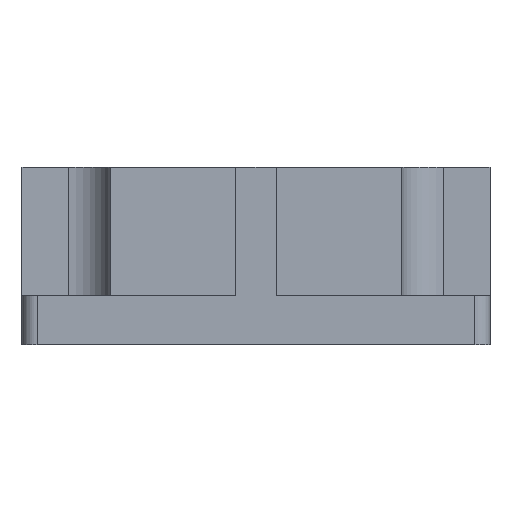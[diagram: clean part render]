
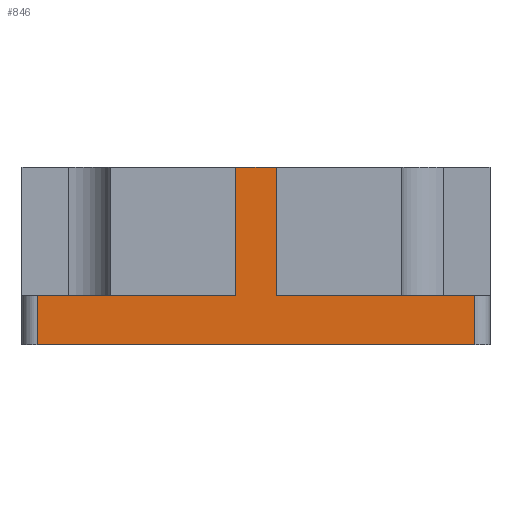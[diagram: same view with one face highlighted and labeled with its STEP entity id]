
A CAD part, front view. The second image highlights one B-rep face of the part: STEP entity #846.
In plain terms, the highlighted planar face has unit normal (0, -1, 0).
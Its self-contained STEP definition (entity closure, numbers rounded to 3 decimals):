
#657=CARTESIAN_POINT('Vertex',(-19.3,-61.,6.5)) ;
#748=CARTESIAN_POINT('Vertex',(-2.7,-61.,6.5)) ;
#751=CARTESIAN_POINT('Line Origine',(-2.7,-61.,15.)) ;
#755=CARTESIAN_POINT('Vertex',(-2.7,-61.,23.5)) ;
#770=CARTESIAN_POINT('Axis2P3D Location',(31.,-61.,0.)) ;
#775=CARTESIAN_POINT('Line Origine',(-11.,-61.,6.5)) ;
#780=CARTESIAN_POINT('Line Origine',(-24.15,-61.,6.5)) ;
#784=CARTESIAN_POINT('Vertex',(-29.,-61.,6.5)) ;
#787=CARTESIAN_POINT('Line Origine',(-29.,-61.,3.25)) ;
#791=CARTESIAN_POINT('Vertex',(-29.,-61.,0.)) ;
#794=CARTESIAN_POINT('Line Origine',(0.,-61.,0.)) ;
#798=CARTESIAN_POINT('Vertex',(29.,-61.,0.)) ;
#801=CARTESIAN_POINT('Line Origine',(29.,-61.,3.25)) ;
#805=CARTESIAN_POINT('Vertex',(29.,-61.,6.5)) ;
#808=CARTESIAN_POINT('Line Origine',(24.15,-61.,6.5)) ;
#812=CARTESIAN_POINT('Vertex',(19.3,-61.,6.5)) ;
#815=CARTESIAN_POINT('Line Origine',(11.,-61.,6.5)) ;
#819=CARTESIAN_POINT('Vertex',(2.7,-61.,6.5)) ;
#822=CARTESIAN_POINT('Line Origine',(2.7,-61.,15.)) ;
#826=CARTESIAN_POINT('Vertex',(2.7,-61.,23.5)) ;
#829=CARTESIAN_POINT('Line Origine',(0.,-61.,23.5)) ;
#752=DIRECTION('Vector Direction',(0.,0.,1.)) ;
#771=DIRECTION('Axis2P3D Direction',(0.,1.,-0.)) ;
#772=DIRECTION('Axis2P3D XDirection',(-1.,0.,0.)) ;
#776=DIRECTION('Vector Direction',(-1.,0.,0.)) ;
#781=DIRECTION('Vector Direction',(-1.,0.,0.)) ;
#788=DIRECTION('Vector Direction',(0.,0.,1.)) ;
#795=DIRECTION('Vector Direction',(-1.,0.,0.)) ;
#802=DIRECTION('Vector Direction',(0.,0.,1.)) ;
#809=DIRECTION('Vector Direction',(-1.,0.,0.)) ;
#816=DIRECTION('Vector Direction',(-1.,0.,0.)) ;
#823=DIRECTION('Vector Direction',(0.,0.,1.)) ;
#830=DIRECTION('Vector Direction',(-1.,0.,0.)) ;
#773=AXIS2_PLACEMENT_3D('Plane Axis2P3D',#770,#771,#772) ;
#835=ORIENTED_EDGE('',*,*,#757,.F.) ;
#836=ORIENTED_EDGE('',*,*,#779,.F.) ;
#837=ORIENTED_EDGE('',*,*,#786,.F.) ;
#838=ORIENTED_EDGE('',*,*,#793,.F.) ;
#839=ORIENTED_EDGE('',*,*,#800,.T.) ;
#840=ORIENTED_EDGE('',*,*,#807,.T.) ;
#841=ORIENTED_EDGE('',*,*,#814,.F.) ;
#842=ORIENTED_EDGE('',*,*,#821,.F.) ;
#843=ORIENTED_EDGE('',*,*,#828,.T.) ;
#844=ORIENTED_EDGE('',*,*,#833,.F.) ;
#753=VECTOR('Line Direction',#752,1.) ;
#777=VECTOR('Line Direction',#776,1.) ;
#782=VECTOR('Line Direction',#781,1.) ;
#789=VECTOR('Line Direction',#788,1.) ;
#796=VECTOR('Line Direction',#795,1.) ;
#803=VECTOR('Line Direction',#802,1.) ;
#810=VECTOR('Line Direction',#809,1.) ;
#817=VECTOR('Line Direction',#816,1.) ;
#824=VECTOR('Line Direction',#823,1.) ;
#831=VECTOR('Line Direction',#830,1.) ;
#846=ADVANCED_FACE('Corps principal',(#845),#774,.F.) ;
#757=EDGE_CURVE('',#749,#756,#754,.T.) ;
#779=EDGE_CURVE('',#658,#749,#778,.F.) ;
#786=EDGE_CURVE('',#785,#658,#783,.F.) ;
#793=EDGE_CURVE('',#792,#785,#790,.T.) ;
#800=EDGE_CURVE('',#792,#799,#797,.F.) ;
#807=EDGE_CURVE('',#799,#806,#804,.T.) ;
#814=EDGE_CURVE('',#813,#806,#811,.F.) ;
#821=EDGE_CURVE('',#820,#813,#818,.F.) ;
#828=EDGE_CURVE('',#820,#827,#825,.T.) ;
#833=EDGE_CURVE('',#756,#827,#832,.F.) ;
#834=EDGE_LOOP('',(#835,#836,#837,#838,#839,#840,#841,#842,#843,#844)) ;
#845=FACE_OUTER_BOUND('',#834,.T.) ;
#754=LINE('Line',#751,#753) ;
#778=LINE('Line',#775,#777) ;
#783=LINE('Line',#780,#782) ;
#790=LINE('Line',#787,#789) ;
#797=LINE('Line',#794,#796) ;
#804=LINE('Line',#801,#803) ;
#811=LINE('Line',#808,#810) ;
#818=LINE('Line',#815,#817) ;
#825=LINE('Line',#822,#824) ;
#832=LINE('Line',#829,#831) ;
#774=PLANE('Plane',#773) ;
#658=VERTEX_POINT('',#657) ;
#749=VERTEX_POINT('',#748) ;
#756=VERTEX_POINT('',#755) ;
#785=VERTEX_POINT('',#784) ;
#792=VERTEX_POINT('',#791) ;
#799=VERTEX_POINT('',#798) ;
#806=VERTEX_POINT('',#805) ;
#813=VERTEX_POINT('',#812) ;
#820=VERTEX_POINT('',#819) ;
#827=VERTEX_POINT('',#826) ;
